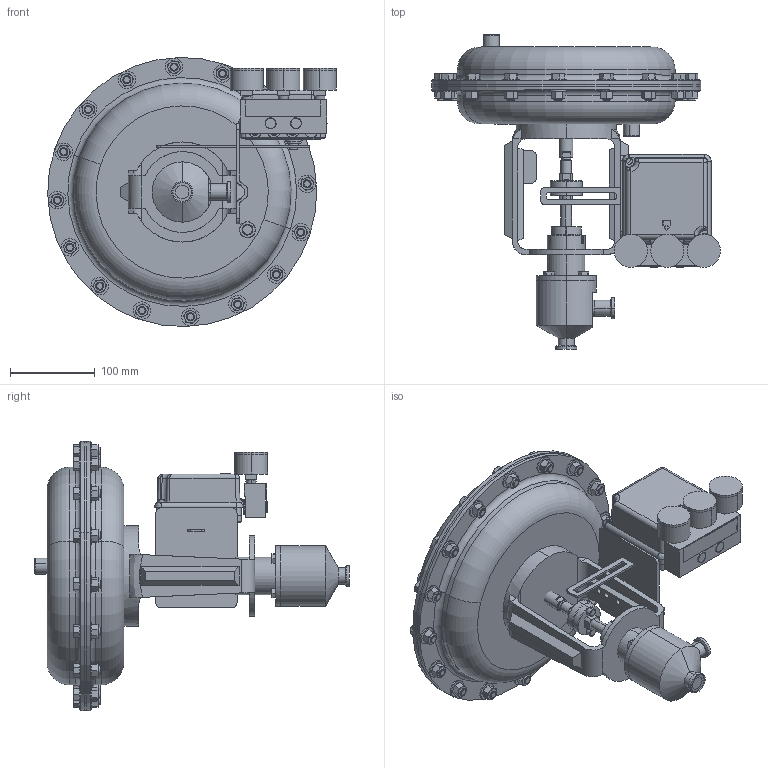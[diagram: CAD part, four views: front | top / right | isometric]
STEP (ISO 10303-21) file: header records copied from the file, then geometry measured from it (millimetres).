
FILE_DESCRIPTION (( 'STEP AP203' ), '1' );
FILE_NAME ('978ESP-075-JD-55M-16PP.STEP', '2017-06-12T13:31:49', ( '' ), ( '' ), 'SwSTEP 2.0', 'SolidWorks 2014', '' );
FILE_SCHEMA (( 'CONFIG_CONTROL_DESIGN' ));
Products named in the file (2): 978ESP-075-JD-55M-16PP
Bounding box: 340.5 x 371.1 x 317.42 mm (x, y, z)
Volume: 5950280.3 mm3; surface area: 981663.2 mm2
Topology: 120 solids, 121 shells, 2866 faces, 6726 edges, 4132 vertices
Faces by surface type: plane 1036, cone 830, cylinder 667, bspline 299, torus 34
Entity records: 101868 total; most frequent: CARTESIAN_POINT 39269, ORIENTED_EDGE 13356, DIRECTION 12431, EDGE_CURVE 6678, AXIS2_PLACEMENT_3D 4920, VERTEX_POINT 4131, EDGE_LOOP 3035, ADVANCED_FACE 2866
